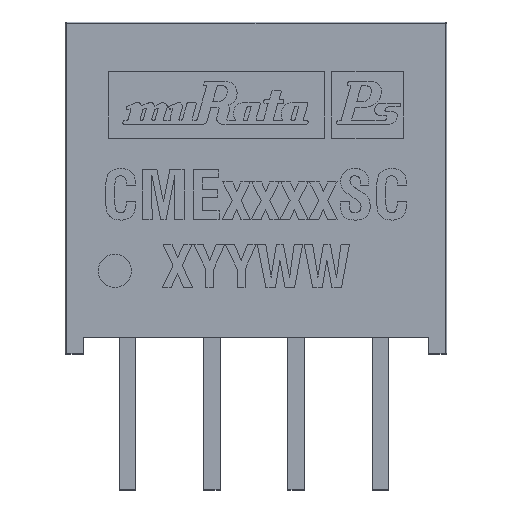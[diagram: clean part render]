
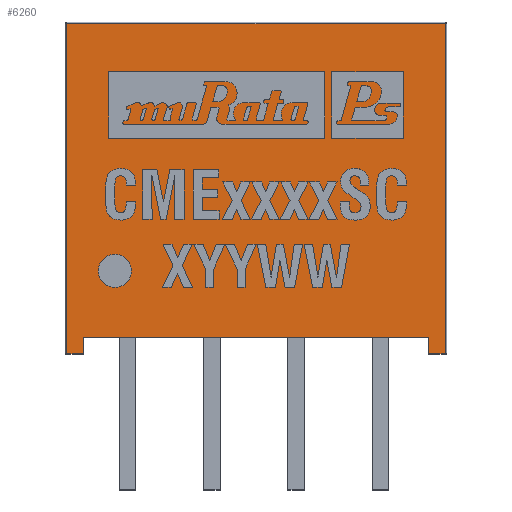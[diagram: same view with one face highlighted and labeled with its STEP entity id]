
A CAD part, top view. The second image highlights one B-rep face of the part: STEP entity #6260.
In plain terms, the highlighted planar face has unit normal (0, 0, 1).
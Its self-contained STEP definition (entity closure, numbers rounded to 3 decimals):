
#317 = LINE ( 'NONE', #2783, #5251 ) ;
#816 = CARTESIAN_POINT ( 'NONE',  ( -1.33, 4.1, 1.25 ) ) ;
#2042 = CARTESIAN_POINT ( 'NONE',  ( -1.83, 4.1, 1.25 ) ) ;
#2783 = CARTESIAN_POINT ( 'NONE',  ( -1.33, 4.6, 1.25 ) ) ;
#2802 = LINE ( 'NONE', #17673, #24240 ) ;
#3682 = VERTEX_POINT ( 'NONE', #8818 ) ;
#3957 = AXIS2_PLACEMENT_3D ( 'NONE', #21486, #9095, #23526 ) ;
#4058 = VERTEX_POINT ( 'NONE', #10480 ) ;
#4150 = DIRECTION ( 'NONE',  ( 0., -1., 0. ) ) ;
#4403 = VERTEX_POINT ( 'NONE', #20589 ) ;
#4658 = EDGE_CURVE ( 'NONE', #4058, #13311, #21499, .T. ) ;
#4997 = EDGE_CURVE ( 'NONE', #4403, #13311, #23045, .T. ) ;
#5070 = VECTOR ( 'NONE', #23810, 1000. ) ;
#5251 = VECTOR ( 'NONE', #15302, 1000. ) ;
#6260 = ADVANCED_FACE ( 'NONE', ( #22502 ), #23438, .F. ) ;
#6267 = CARTESIAN_POINT ( 'NONE',  ( 9.57, 14.05, 1.25 ) ) ;
#6986 = VERTEX_POINT ( 'NONE', #6267 ) ;
#7237 = CARTESIAN_POINT ( 'NONE',  ( -1.88, 14.05, 1.25 ) ) ;
#8706 = EDGE_CURVE ( 'NONE', #3682, #9982, #9356, .T. ) ;
#8818 = CARTESIAN_POINT ( 'NONE',  ( -1.83, 14.05, 1.25 ) ) ;
#9095 = DIRECTION ( 'NONE',  ( 0., 0., -1. ) ) ;
#9356 = LINE ( 'NONE', #2042, #14869 ) ;
#9603 = EDGE_CURVE ( 'NONE', #26080, #9982, #15618, .T. ) ;
#9644 = ORIENTED_EDGE ( 'NONE', *, *, #9603, .F. ) ;
#9982 = VERTEX_POINT ( 'NONE', #17140 ) ;
#10480 = CARTESIAN_POINT ( 'NONE',  ( 9.57, 4.1, 1.25 ) ) ;
#10641 = CARTESIAN_POINT ( 'NONE',  ( -1.33, 4.6, 1.25 ) ) ;
#12064 = EDGE_CURVE ( 'NONE', #18454, #4403, #317, .T. ) ;
#12270 = EDGE_LOOP ( 'NONE', ( #19463, #24183, #21381, #19606, #9644, #25864, #16338, #26179 ) ) ;
#13231 = DIRECTION ( 'NONE',  ( 0., -1., 0. ) ) ;
#13311 = VERTEX_POINT ( 'NONE', #15599 ) ;
#13370 = CARTESIAN_POINT ( 'NONE',  ( -1.88, 4.1, 1.25 ) ) ;
#14143 = DIRECTION ( 'NONE',  ( -1., 0., 0. ) ) ;
#14869 = VECTOR ( 'NONE', #4150, 1000. ) ;
#14988 = VECTOR ( 'NONE', #25672, 1000. ) ;
#15302 = DIRECTION ( 'NONE',  ( 1., 0., 0. ) ) ;
#15356 = CARTESIAN_POINT ( 'NONE',  ( 9.07, 4.1, 1.25 ) ) ;
#15599 = CARTESIAN_POINT ( 'NONE',  ( 9.07, 4.1, 1.25 ) ) ;
#15618 = LINE ( 'NONE', #13370, #14988 ) ;
#15648 = VECTOR ( 'NONE', #20798, 1000. ) ;
#16338 = ORIENTED_EDGE ( 'NONE', *, *, #12064, .T. ) ;
#17140 = CARTESIAN_POINT ( 'NONE',  ( -1.83, 4.1, 1.25 ) ) ;
#17673 = CARTESIAN_POINT ( 'NONE',  ( -1.33, 4.1, 1.25 ) ) ;
#18454 = VERTEX_POINT ( 'NONE', #10641 ) ;
#18707 = CARTESIAN_POINT ( 'NONE',  ( 9.57, 4.1, 1.25 ) ) ;
#19323 = EDGE_CURVE ( 'NONE', #6986, #3682, #21642, .T. ) ;
#19463 = ORIENTED_EDGE ( 'NONE', *, *, #4658, .F. ) ;
#19606 = ORIENTED_EDGE ( 'NONE', *, *, #8706, .T. ) ;
#19770 = DIRECTION ( 'NONE',  ( 0., 1., 0. ) ) ;
#20589 = CARTESIAN_POINT ( 'NONE',  ( 9.07, 4.6, 1.25 ) ) ;
#20798 = DIRECTION ( 'NONE',  ( 0., 1., 0. ) ) ;
#21381 = ORIENTED_EDGE ( 'NONE', *, *, #19323, .T. ) ;
#21486 = CARTESIAN_POINT ( 'NONE',  ( -1.88, 4.1, 1.25 ) ) ;
#21499 = LINE ( 'NONE', #22321, #26296 ) ;
#21642 = LINE ( 'NONE', #7237, #5070 ) ;
#22321 = CARTESIAN_POINT ( 'NONE',  ( -1.88, 4.1, 1.25 ) ) ;
#22419 = VECTOR ( 'NONE', #13231, 1000. ) ;
#22502 = FACE_OUTER_BOUND ( 'NONE', #12270, .T. ) ;
#23045 = LINE ( 'NONE', #15356, #22419 ) ;
#23064 = EDGE_CURVE ( 'NONE', #26080, #18454, #2802, .T. ) ;
#23438 = PLANE ( 'NONE',  #3957 ) ;
#23526 = DIRECTION ( 'NONE',  ( 1., 0., 0. ) ) ;
#23810 = DIRECTION ( 'NONE',  ( -1., 0., 0. ) ) ;
#24183 = ORIENTED_EDGE ( 'NONE', *, *, #24805, .T. ) ;
#24240 = VECTOR ( 'NONE', #19770, 1000. ) ;
#24805 = EDGE_CURVE ( 'NONE', #4058, #6986, #26607, .T. ) ;
#25672 = DIRECTION ( 'NONE',  ( -1., 0., 0. ) ) ;
#25864 = ORIENTED_EDGE ( 'NONE', *, *, #23064, .T. ) ;
#26080 = VERTEX_POINT ( 'NONE', #816 ) ;
#26179 = ORIENTED_EDGE ( 'NONE', *, *, #4997, .T. ) ;
#26296 = VECTOR ( 'NONE', #14143, 1000. ) ;
#26607 = LINE ( 'NONE', #18707, #15648 ) ;
